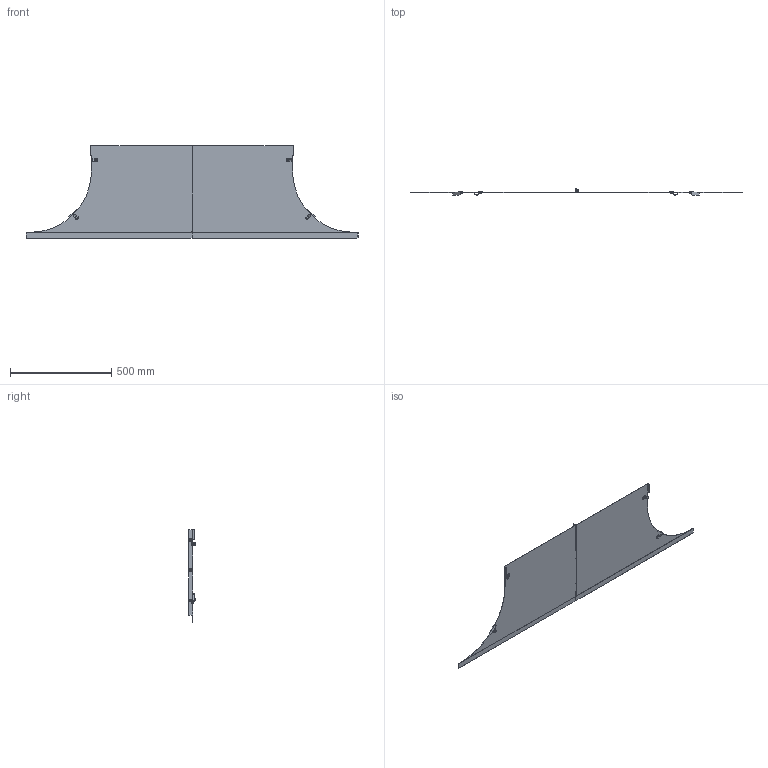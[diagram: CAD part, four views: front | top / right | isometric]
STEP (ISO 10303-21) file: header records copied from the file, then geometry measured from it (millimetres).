
FILE_DESCRIPTION (( 'STEP AP214' ), '1' );
FILE_NAME ('6226348.stp', '2017-03-27T13:26:16', ( '' ), ( '' ), 'SwSTEP 2.0', 'SolidWorks 2016', '' );
FILE_SCHEMA (( 'AUTOMOTIVE_DESIGN' ));
Length unit declared in the file: millimetre
Products named in the file (8): 6226348; KTS 14.001-017_M8x25-; KTS 08.080-022_Standard; KTS 08.081-003_Standard; KTS 08.082-005_Standard; 009561_Hexagon Flange Nut DIN 6923 - M6 - C; 097040_1000_FT_Right; 097040_1000_FT_Left
Assembly tree (14 placements, depth 3):
  6226348
    097040_1000_FT_Left
    097040_1000_FT_Right
    009561_Hexagon Flange Nut DIN 6923 - M6 - C  x3
    KTS 08.080-022_Standard  x4
      KTS 08.082-005_Standard
      KTS 08.081-003_Standard
    KTS 14.001-017_M8x25-  x3
Bounding box: 1640 x 30.43 x 458 mm (x, y, z)
Volume: 675546.6 mm3; surface area: 1081771.2 mm2
Topology: 16 solids, 16 shells, 398 faces, 999 edges, 655 vertices
Faces by surface type: plane 250, cylinder 94, torus 22, cone 14, bspline 12, sphere 6
Entity records: 6506 total; most frequent: CARTESIAN_POINT 1208, ORIENTED_EDGE 1038, DIRECTION 1015, EDGE_CURVE 519, VECTOR 401, LINE 401, VERTEX_POINT 343, AXIS2_PLACEMENT_3D 307
